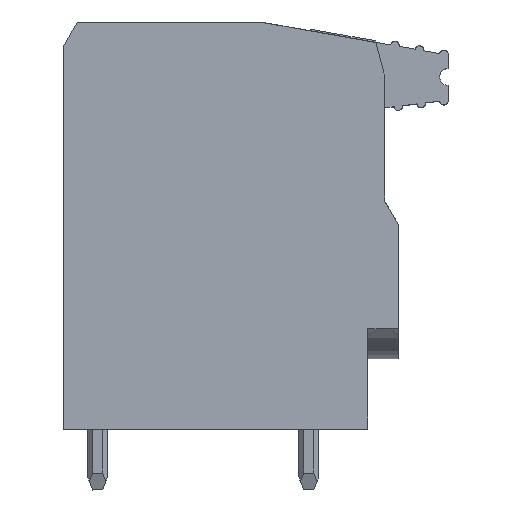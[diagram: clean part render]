
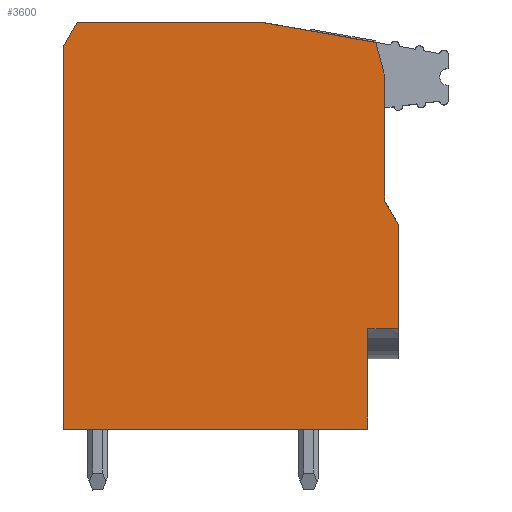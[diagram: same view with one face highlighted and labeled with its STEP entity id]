
A CAD part, top view. The second image highlights one B-rep face of the part: STEP entity #3600.
In plain terms, the highlighted planar face has unit normal (0, 0, 1).
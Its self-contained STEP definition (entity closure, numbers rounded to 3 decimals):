
#1770=CARTESIAN_POINT('',(3.994,0.,-6.185));
#1780=DIRECTION('',(0.,1.,0.));
#1790=VECTOR('',#1780,1.);
#1800=LINE('',#1770,#1790);
#1810=CARTESIAN_POINT('',(3.994,10.816,
-6.185));
#1820=VERTEX_POINT('',#1810);
#1830=CARTESIAN_POINT('',(3.994,33.55,
-6.185));
#1840=VERTEX_POINT('',#1830);
#1850=EDGE_CURVE('',#1820,#1840,#1800,.T.);
#2740=CARTESIAN_POINT('',(11.979,7.216,
-6.185));
#2750=DIRECTION('',(0.,0.,-1.));
#2760=DIRECTION('',(0.,1.,0.));
#2770=AXIS2_PLACEMENT_3D('',#2740,#2750,#2760);
#2780=PLANE('',#2770);
#2790=CARTESIAN_POINT('',(31.493,0.,-6.185));
#2800=DIRECTION('',(-0.259,0.966,
0.));
#2810=VECTOR('',#2800,1.);
#2820=LINE('',#2790,#2810);
#2830=CARTESIAN_POINT('',(22.994,31.716,
-6.185));
#2840=VERTEX_POINT('',#2830);
#2850=CARTESIAN_POINT('',(22.461,33.705,
-6.185));
#2860=VERTEX_POINT('',#2850);
#2870=EDGE_CURVE('',#2840,#2860,#2820,.T.);
#2880=ORIENTED_EDGE('',*,*,#2870,.T.);
#2890=CARTESIAN_POINT('',(22.994,0.,-6.185));
#2900=DIRECTION('',(0.,-1.,0.));
#2910=VECTOR('',#2900,1.);
#2920=LINE('',#2890,#2910);
#2930=CARTESIAN_POINT('',(22.994,24.316,
-6.185));
#2940=VERTEX_POINT('',#2930);
#2950=EDGE_CURVE('',#2840,#2940,#2920,.T.);
#2960=ORIENTED_EDGE('',*,*,#2950,.F.);
#2970=CARTESIAN_POINT('',(37.033,0.,-6.185));
#2980=DIRECTION('',(-0.5,0.866,
0.));
#2990=VECTOR('',#2980,1.);
#3000=LINE('',#2970,#2990);
#3010=CARTESIAN_POINT('',(23.794,22.93,
-6.185));
#3020=VERTEX_POINT('',#3010);
#3030=EDGE_CURVE('',#3020,#2940,#3000,.T.);
#3040=ORIENTED_EDGE('',*,*,#3030,.T.);
#3050=CARTESIAN_POINT('',(23.794,0.,-6.185));
#3060=DIRECTION('',(0.,-1.,0.));
#3070=VECTOR('',#3060,1.);
#3080=LINE('',#3050,#3070);
#3090=CARTESIAN_POINT('',(23.794,16.766,
-6.185));
#3100=VERTEX_POINT('',#3090);
#3110=EDGE_CURVE('',#3020,#3100,#3080,.T.);
#3120=ORIENTED_EDGE('',*,*,#3110,.F.);
#3130=CARTESIAN_POINT('',(0.,16.766,-6.185));
#3140=DIRECTION('',(-1.,0.,0.));
#3150=VECTOR('',#3140,1.);
#3160=LINE('',#3130,#3150);
#3170=CARTESIAN_POINT('',(21.994,16.766,
-6.185));
#3180=VERTEX_POINT('',#3170);
#3190=EDGE_CURVE('',#3100,#3180,#3160,.T.);
#3200=ORIENTED_EDGE('',*,*,#3190,.F.);
#3210=CARTESIAN_POINT('',(21.994,-1.1,
-6.185));
#3220=DIRECTION('',(0.,-1.,0.));
#3230=VECTOR('',#3220,1.);
#3240=LINE('',#3210,#3230);
#3250=CARTESIAN_POINT('',(21.994,10.816,
-6.185));
#3260=VERTEX_POINT('',#3250);
#3270=EDGE_CURVE('',#3180,#3260,#3240,.T.);
#3280=ORIENTED_EDGE('',*,*,#3270,.F.);
#3290=CARTESIAN_POINT('',(0.,10.816,-6.185));
#3300=DIRECTION('',(-1.,0.,0.));
#3310=VECTOR('',#3300,1.);
#3320=LINE('',#3290,#3310);
#3330=EDGE_CURVE('',#3260,#1820,#3320,.T.);
#3340=ORIENTED_EDGE('',*,*,#3330,.F.);
#3350=ORIENTED_EDGE('',*,*,#1850,.F.);
#3360=CARTESIAN_POINT('',(-15.376,0.,-6.185));
#3370=DIRECTION('',(0.5,0.866,
0.));
#3380=VECTOR('',#3370,1.);
#3390=LINE('',#3360,#3380);
#3400=CARTESIAN_POINT('',(4.783,34.916,
-6.185));
#3410=VERTEX_POINT('',#3400);
#3420=EDGE_CURVE('',#1840,#3410,#3390,.T.);
#3430=ORIENTED_EDGE('',*,*,#3420,.F.);
#3440=CARTESIAN_POINT('',(0.,34.916,-6.185));
#3450=DIRECTION('',(1.,0.,0.));
#3460=VECTOR('',#3450,1.);
#3470=LINE('',#3440,#3460);
#3480=CARTESIAN_POINT('',(15.594,34.916,
-6.185));
#3490=VERTEX_POINT('',#3480);
#3500=EDGE_CURVE('',#3410,#3490,#3470,.T.);
#3510=ORIENTED_EDGE('',*,*,#3500,.F.);
#3520=CARTESIAN_POINT('',(0.,37.666,-6.185));
#3530=DIRECTION('',(-0.985,0.174,
0.));
#3540=VECTOR('',#3530,1.);
#3550=LINE('',#3520,#3540);
#3560=EDGE_CURVE('',#2860,#3490,#3550,.T.);
#3570=ORIENTED_EDGE('',*,*,#3560,.T.);
#3580=EDGE_LOOP('',(#3570,#3510,#3430,#3350,#3340,#3280,#3200,#3120,
#3040,#2960,#2880));
#3590=FACE_OUTER_BOUND('',#3580,.T.);
#3600=ADVANCED_FACE('',(#3590),#2780,.F.);
